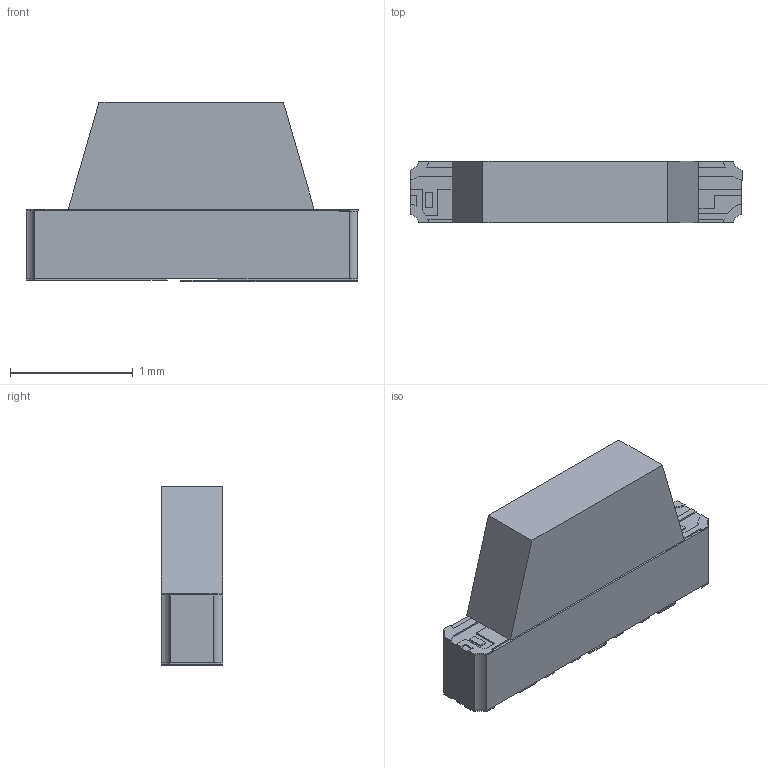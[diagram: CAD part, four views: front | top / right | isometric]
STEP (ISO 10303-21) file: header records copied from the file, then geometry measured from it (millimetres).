
FILE_DESCRIPTION(('HOOPS Exchange Step'),'2;1');
FILE_NAME('temp_export.step','2020-09-25T15:40:20-07:00',('mobile'),('Shapr3D Limited'),'HOOPS Exchange 2020.2','Shapr3D','Authorized');
FILE_SCHEMA( ('AP203_CONFIGURATION_CONTROLLED_3D_DESIGN_OF_MECHANICAL_PARTS_AND_ASSEMBLIES_MIM_LF') );
Length unit declared in the file: millimetre
Products named in the file (1): temp_export.x_b
Bounding box: 2.7 x 0.5 x 1.46 mm (x, y, z)
Volume: 1.5 mm3; surface area: 14.8 mm2
Topology: 17 solids, 17 shells, 191 faces, 471 edges, 314 vertices
Faces by surface type: plane 164, cylinder 27
Entity records: 5610 total; most frequent: CARTESIAN_POINT 983, ORIENTED_EDGE 942, DIRECTION 907, EDGE_CURVE 471, VECTOR 415, LINE 415, VERTEX_POINT 314, AXIS2_PLACEMENT_3D 246
